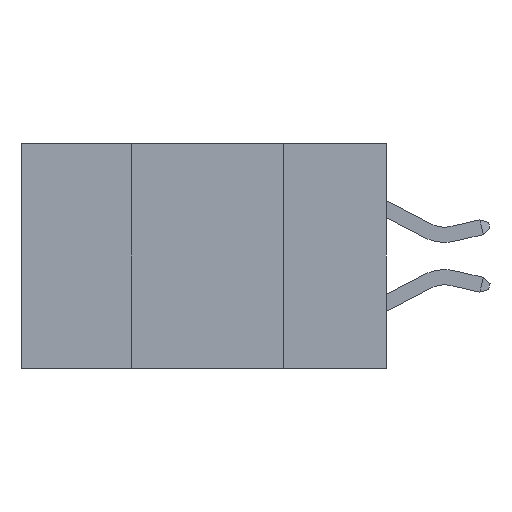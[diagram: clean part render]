
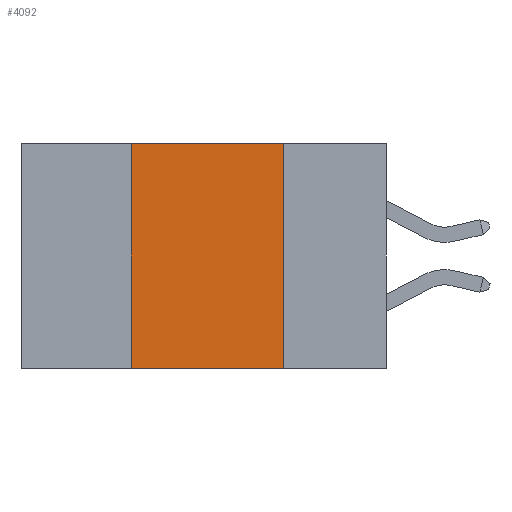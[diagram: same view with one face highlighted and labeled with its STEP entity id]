
A CAD part, left-side view. The second image highlights one B-rep face of the part: STEP entity #4092.
In plain terms, the highlighted planar face has unit normal (-1, 0, 0).
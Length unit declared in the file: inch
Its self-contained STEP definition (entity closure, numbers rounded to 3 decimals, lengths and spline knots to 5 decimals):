
#211 = EDGE_LOOP ( 'NONE', ( #8758, #4878, #413, #18639 ) ) ;
#413 = ORIENTED_EDGE ( 'NONE', *, *, #11631, .F. ) ;
#1530 = CARTESIAN_POINT ( 'NONE',  ( 0., 0.17, -0.37 ) ) ;
#2574 = EDGE_CURVE ( 'NONE', #4024, #5748, #9029, .T. ) ;
#2627 = AXIS2_PLACEMENT_3D ( 'NONE', #18004, #14972, #13109 ) ;
#4024 = VERTEX_POINT ( 'NONE', #9680 ) ;
#4092 = ADVANCED_FACE ( 'NONE', ( #17112 ), #14683, .F. ) ;
#4506 = DIRECTION ( 'NONE',  ( 0., 0., 1. ) ) ;
#4678 = CARTESIAN_POINT ( 'NONE',  ( 0., 0.42, -0.37 ) ) ;
#4878 = ORIENTED_EDGE ( 'NONE', *, *, #8018, .F. ) ;
#5274 = VECTOR ( 'NONE', #4506, 39.37008 ) ;
#5748 = VERTEX_POINT ( 'NONE', #1530 ) ;
#7646 = VERTEX_POINT ( 'NONE', #18572 ) ;
#7847 = DIRECTION ( 'NONE',  ( 0., 0., -1. ) ) ;
#7861 = DIRECTION ( 'NONE',  ( 0., -1., 0. ) ) ;
#7888 = VECTOR ( 'NONE', #7847, 39.37008 ) ;
#8018 = EDGE_CURVE ( 'NONE', #7646, #10048, #17126, .T. ) ;
#8758 = ORIENTED_EDGE ( 'NONE', *, *, #15682, .F. ) ;
#9029 = LINE ( 'NONE', #18156, #16507 ) ;
#9680 = CARTESIAN_POINT ( 'NONE',  ( 0., 0.42, -0.37 ) ) ;
#10048 = VERTEX_POINT ( 'NONE', #17328 ) ;
#11631 = EDGE_CURVE ( 'NONE', #4024, #7646, #12831, .T. ) ;
#12831 = LINE ( 'NONE', #4678, #5274 ) ;
#12910 = VECTOR ( 'NONE', #15130, 39.37008 ) ;
#13109 = DIRECTION ( 'NONE',  ( 0., 0., -1. ) ) ;
#14500 = LINE ( 'NONE', #16284, #7888 ) ;
#14683 = PLANE ( 'NONE',  #2627 ) ;
#14972 = DIRECTION ( 'NONE',  ( 1., 0., 0. ) ) ;
#15130 = DIRECTION ( 'NONE',  ( 0., -1., 0. ) ) ;
#15152 = CARTESIAN_POINT ( 'NONE',  ( 0., 0.6, 0. ) ) ;
#15682 = EDGE_CURVE ( 'NONE', #10048, #5748, #14500, .T. ) ;
#16284 = CARTESIAN_POINT ( 'NONE',  ( 0., 0.17, -0.37 ) ) ;
#16507 = VECTOR ( 'NONE', #7861, 39.37008 ) ;
#17112 = FACE_OUTER_BOUND ( 'NONE', #211, .T. ) ;
#17126 = LINE ( 'NONE', #15152, #12910 ) ;
#17328 = CARTESIAN_POINT ( 'NONE',  ( 0., 0.17, 0. ) ) ;
#18004 = CARTESIAN_POINT ( 'NONE',  ( 0., 0.6, 0. ) ) ;
#18156 = CARTESIAN_POINT ( 'NONE',  ( 0., 0.6, -0.37 ) ) ;
#18572 = CARTESIAN_POINT ( 'NONE',  ( 0., 0.42, 0. ) ) ;
#18639 = ORIENTED_EDGE ( 'NONE', *, *, #2574, .T. ) ;
